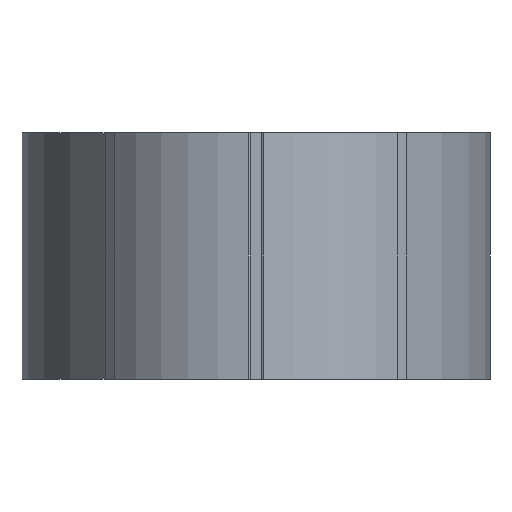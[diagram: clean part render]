
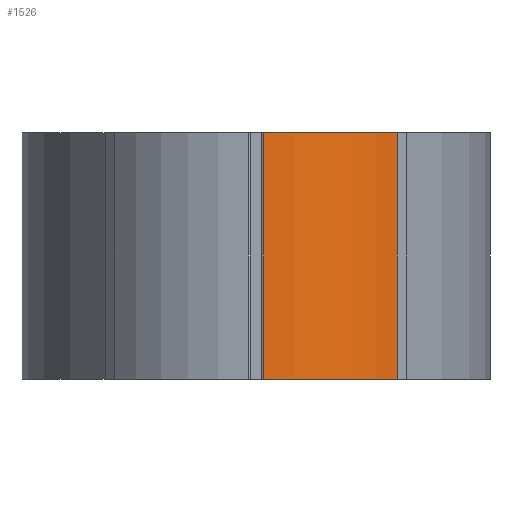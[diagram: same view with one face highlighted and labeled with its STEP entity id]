
A CAD part, front view. The second image highlights one B-rep face of the part: STEP entity #1526.
In plain terms, the highlighted cylindrical face has radius 7.375 mm (diameter 14.75 mm), a partial arc.
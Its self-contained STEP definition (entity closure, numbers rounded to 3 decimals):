
#1 = VERTEX_POINT ( 'NONE', #1792 ) ;
#22 = VERTEX_POINT ( 'NONE', #914 ) ;
#201 = FACE_OUTER_BOUND ( 'NONE', #203, .T. ) ;
#203 = EDGE_LOOP ( 'NONE', ( #395, #394, #393, #361 ) ) ;
#361 = ORIENTED_EDGE ( 'NONE', *, *, #1617, .T. ) ;
#393 = ORIENTED_EDGE ( 'NONE', *, *, #1700, .F. ) ;
#394 = ORIENTED_EDGE ( 'NONE', *, *, #1659, .T. ) ;
#395 = ORIENTED_EDGE ( 'NONE', *, *, #1576, .F. ) ;
#500 = CYLINDRICAL_SURFACE ( 'NONE', #1750, 7.375 ) ;
#532 = AXIS2_PLACEMENT_3D ( 'NONE', #1246, #1256, #1257 ) ;
#556 = AXIS2_PLACEMENT_3D ( 'NONE', #1868, #1870, #1871 ) ;
#637 = CIRCLE ( 'NONE', #532, 7.375 ) ;
#694 = LINE ( 'NONE', #1347, #705 ) ;
#705 = VECTOR ( 'NONE', #1350, 1000. ) ;
#780 = LINE ( 'NONE', #1441, #781 ) ;
#781 = VECTOR ( 'NONE', #1442, 1000. ) ;
#840 = CIRCLE ( 'NONE', #556, 7.375 ) ;
#888 = VERTEX_POINT ( 'NONE', #961 ) ;
#898 = VERTEX_POINT ( 'NONE', #971 ) ;
#914 = CARTESIAN_POINT ( 'NONE',  ( 0.32, -19.993, 5. ) ) ;
#961 = CARTESIAN_POINT ( 'NONE',  ( 5.727, -17.271, 5. ) ) ;
#971 = CARTESIAN_POINT ( 'NONE',  ( 5.727, -17.271, -5. ) ) ;
#1118 = DIRECTION ( 'NONE',  ( 1., 0., 0. ) ) ;
#1119 = DIRECTION ( 'NONE',  ( 0., 0., 1. ) ) ;
#1120 = CARTESIAN_POINT ( 'NONE',  ( 0., -12.625, -40.089 ) ) ;
#1246 = CARTESIAN_POINT ( 'NONE',  ( 0., -12.625, 5. ) ) ;
#1256 = DIRECTION ( 'NONE',  ( 0., 0., 1. ) ) ;
#1257 = DIRECTION ( 'NONE',  ( 1., 0., 0. ) ) ;
#1347 = CARTESIAN_POINT ( 'NONE',  ( 5.727, -17.271, -40.089 ) ) ;
#1350 = DIRECTION ( 'NONE',  ( 0., 0., 1. ) ) ;
#1441 = CARTESIAN_POINT ( 'NONE',  ( 0.32, -19.993, 5. ) ) ;
#1442 = DIRECTION ( 'NONE',  ( 0., 0., -1. ) ) ;
#1526 = ADVANCED_FACE ( 'NONE', ( #201 ), #500, .T. ) ;
#1576 = EDGE_CURVE ( 'NONE', #22, #888, #637, .T. ) ;
#1617 = EDGE_CURVE ( 'NONE', #898, #888, #694, .T. ) ;
#1659 = EDGE_CURVE ( 'NONE', #22, #1, #780, .T. ) ;
#1700 = EDGE_CURVE ( 'NONE', #898, #1, #840, .T. ) ;
#1750 = AXIS2_PLACEMENT_3D ( 'NONE', #1120, #1119, #1118 ) ;
#1792 = CARTESIAN_POINT ( 'NONE',  ( 0.32, -19.993, -5. ) ) ;
#1868 = CARTESIAN_POINT ( 'NONE',  ( 0., -12.625, -5. ) ) ;
#1870 = DIRECTION ( 'NONE',  ( 0., 0., -1. ) ) ;
#1871 = DIRECTION ( 'NONE',  ( 1., 0., 0. ) ) ;
